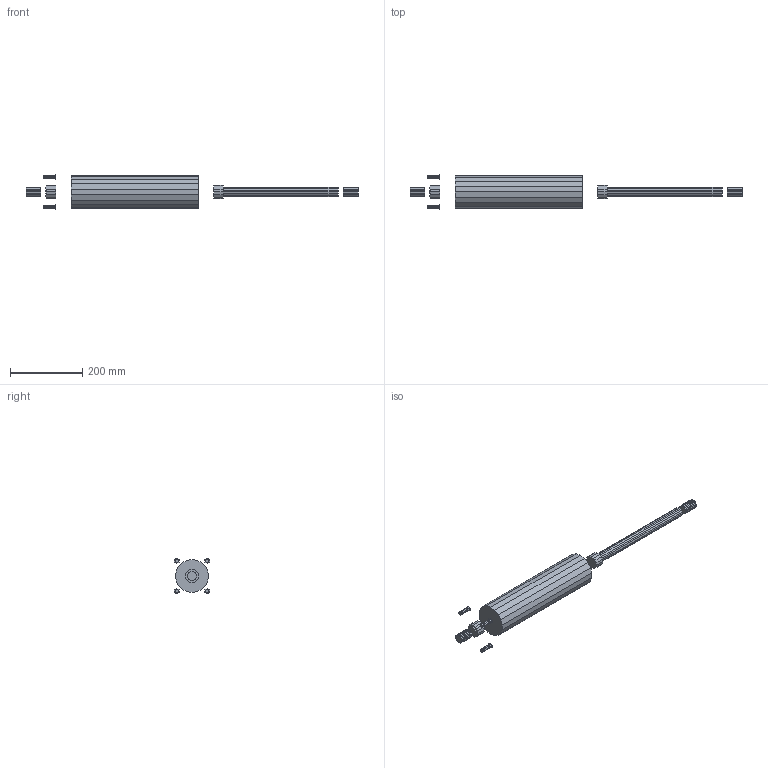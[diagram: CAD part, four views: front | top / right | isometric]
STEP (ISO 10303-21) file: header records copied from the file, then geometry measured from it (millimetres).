
FILE_DESCRIPTION ((), '1');
FILE_NAME ('G1290525', '2012-03-15T21:15:43', ('Unknown'), ('Unknown'), 'HarmonyWare STEP v1.9.8-dev', 'HarmonyWare Translators', '');
FILE_SCHEMA (('CONFIG_CONTROL_DESIGN'));
Length unit declared in the file: inch
Products named in the file (3): NONE
Assembly tree (2 placements, depth 3):
  NONE
    NONE
      NONE
Bounding box: 920.75 x 97.53 x 99.57 mm (x, y, z)
Volume: 2491940.8 mm3; surface area: 175499.5 mm2
Topology: 14 solids, 15 shells, 288 faces, 774 edges, 444 vertices
Faces by surface type: bspline 288
Entity records: 16410 total; most frequent: CARTESIAN_POINT 6672, ORIENTED_EDGE 2832, EDGE_CURVE 1741, B_SPLINE_CURVE_WITH_KNOTS 1569, VERTEX_POINT 926, EDGE_LOOP 516, FACE_OUTER_BOUND 513, B_SPLINE_SURFACE_WITH_KNOTS 513
